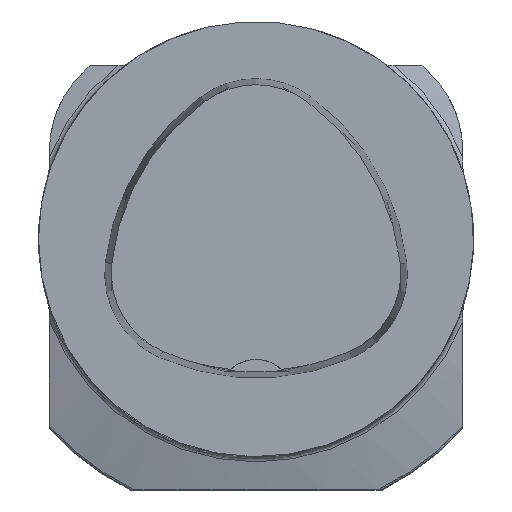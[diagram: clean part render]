
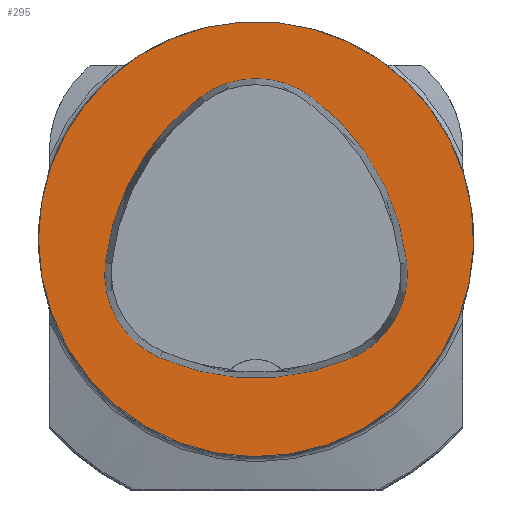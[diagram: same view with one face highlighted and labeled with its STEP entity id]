
A CAD part, top view. The second image highlights one B-rep face of the part: STEP entity #295.
In plain terms, the highlighted planar face has unit normal (0, 0, 1).
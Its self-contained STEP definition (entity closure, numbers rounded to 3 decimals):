
#108=FACE_BOUND('',#573,.T.);
#109=FACE_BOUND('',#574,.T.);
#180=CIRCLE('',#1920,40.);
#189=CIRCLE('',#1985,44.);
#191=CIRCLE('',#1988,17.);
#193=CIRCLE('',#1991,44.);
#195=CIRCLE('',#1994,17.);
#199=CIRCLE('',#1999,44.);
#201=CIRCLE('',#2002,17.);
#295=ADVANCED_FACE('',(#108,#109),#367,.T.);
#367=PLANE('',#2008);
#573=EDGE_LOOP('',(#1087,#1088,#1089,#1090,#1091,#1092));
#574=EDGE_LOOP('',(#1093));
#1087=ORIENTED_EDGE('',*,*,#1552,.T.);
#1088=ORIENTED_EDGE('',*,*,#1532,.T.);
#1089=ORIENTED_EDGE('',*,*,#1536,.T.);
#1090=ORIENTED_EDGE('',*,*,#1539,.T.);
#1091=ORIENTED_EDGE('',*,*,#1542,.T.);
#1092=ORIENTED_EDGE('',*,*,#1550,.T.);
#1093=ORIENTED_EDGE('',*,*,#1458,.F.);
#1266=VERTEX_POINT('',#2981);
#1299=VERTEX_POINT('',#3237);
#1300=VERTEX_POINT('',#3238);
#1303=VERTEX_POINT('',#3246);
#1305=VERTEX_POINT('',#3252);
#1307=VERTEX_POINT('',#3258);
#1314=VERTEX_POINT('',#3279);
#1458=EDGE_CURVE('',#1266,#1266,#180,.T.);
#1532=EDGE_CURVE('',#1299,#1300,#189,.T.);
#1536=EDGE_CURVE('',#1300,#1303,#191,.T.);
#1539=EDGE_CURVE('',#1303,#1305,#193,.T.);
#1542=EDGE_CURVE('',#1305,#1307,#195,.T.);
#1550=EDGE_CURVE('',#1307,#1314,#199,.T.);
#1552=EDGE_CURVE('',#1314,#1299,#201,.T.);
#1920=AXIS2_PLACEMENT_3D('',#2980,#2251,#2252);
#1985=AXIS2_PLACEMENT_3D('',#3236,#2426,#2427);
#1988=AXIS2_PLACEMENT_3D('',#3245,#2434,#2435);
#1991=AXIS2_PLACEMENT_3D('',#3251,#2441,#2442);
#1994=AXIS2_PLACEMENT_3D('',#3257,#2448,#2449);
#1999=AXIS2_PLACEMENT_3D('',#3280,#2460,#2461);
#2002=AXIS2_PLACEMENT_3D('',#3283,#2466,#2467);
#2008=AXIS2_PLACEMENT_3D('',#3289,#2478,#2479);
#2251=DIRECTION('',(0.,0.,-1.));
#2252=DIRECTION('',(-1.,0.,0.));
#2426=DIRECTION('',(0.,0.,-1.));
#2427=DIRECTION('',(-1.,0.,0.));
#2434=DIRECTION('',(0.,0.,-1.));
#2435=DIRECTION('',(-1.,0.,0.));
#2441=DIRECTION('',(0.,0.,-1.));
#2442=DIRECTION('',(-1.,0.,0.));
#2448=DIRECTION('',(0.,0.,-1.));
#2449=DIRECTION('',(-1.,0.,0.));
#2460=DIRECTION('',(0.,0.,-1.));
#2461=DIRECTION('',(-1.,0.,0.));
#2466=DIRECTION('',(0.,0.,-1.));
#2467=DIRECTION('',(-1.,0.,0.));
#2478=DIRECTION('',(0.,0.,1.));
#2479=DIRECTION('',(1.,0.,0.));
#2980=CARTESIAN_POINT('',(0.,0.,0.));
#2981=CARTESIAN_POINT('',(-40.,0.,0.));
#3236=CARTESIAN_POINT('',(16.01,-9.224,0.));
#3237=CARTESIAN_POINT('',(-27.722,-4.378,0.));
#3238=CARTESIAN_POINT('',(-10.119,26.178,0.));
#3245=CARTESIAN_POINT('',(-0.023,12.5,0.));
#3246=CARTESIAN_POINT('',(10.049,26.194,0.));
#3251=CARTESIAN_POINT('',(-16.021,-9.25,0.));
#3252=CARTESIAN_POINT('',(27.71,-4.394,0.));
#3257=CARTESIAN_POINT('',(10.814,-6.27,0.));
#3258=CARTESIAN_POINT('',(17.611,-21.852,0.));
#3279=CARTESIAN_POINT('',(-17.652,-21.819,0.));
#3280=CARTESIAN_POINT('',(0.017,18.477,0.));
#3283=CARTESIAN_POINT('',(-10.825,-6.25,0.));
#3289=CARTESIAN_POINT('',(0.,0.,0.));
